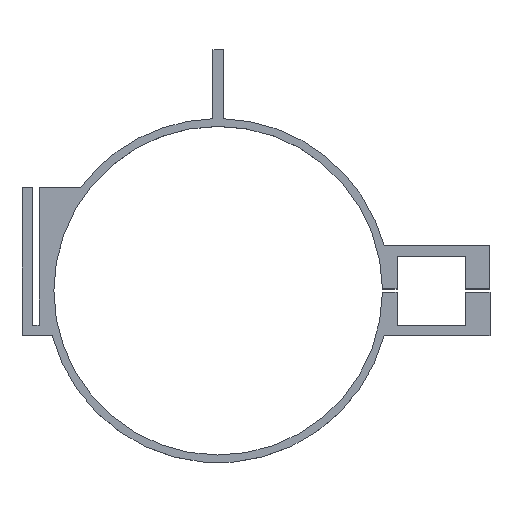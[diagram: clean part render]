
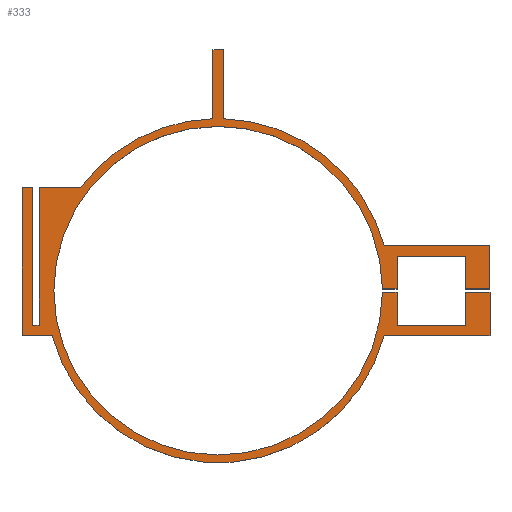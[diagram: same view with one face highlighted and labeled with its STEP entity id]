
A CAD part, top view. The second image highlights one B-rep face of the part: STEP entity #333.
In plain terms, the highlighted planar face has unit normal (0, 0, 1).
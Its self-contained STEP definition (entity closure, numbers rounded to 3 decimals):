
#24 = VERTEX_POINT('',#25);
#25 = CARTESIAN_POINT('',(52.,0.5,10.));
#31 = EDGE_CURVE('',#24,#32,#34,.T.);
#32 = VERTEX_POINT('',#33);
#33 = CARTESIAN_POINT('',(47.747,0.5,10.));
#34 = LINE('',#35,#36);
#35 = CARTESIAN_POINT('',(52.,0.5,10.));
#36 = VECTOR('',#37,1.);
#37 = DIRECTION('',(-1.,0.,0.));
#62 = EDGE_CURVE('',#24,#63,#65,.T.);
#63 = VERTEX_POINT('',#64);
#64 = CARTESIAN_POINT('',(52.,10.,10.));
#65 = LINE('',#66,#67);
#66 = CARTESIAN_POINT('',(52.,0.5,10.));
#67 = VECTOR('',#68,1.);
#68 = DIRECTION('',(0.,1.,0.));
#93 = EDGE_CURVE('',#32,#94,#96,.T.);
#94 = VERTEX_POINT('',#95);
#95 = CARTESIAN_POINT('',(47.747,-0.5,10.));
#96 = CIRCLE('',#97,47.75);
#97 = AXIS2_PLACEMENT_3D('',#98,#99,#100);
#98 = CARTESIAN_POINT('',(0.,0.,10.));
#99 = DIRECTION('',(0.,0.,1.));
#100 = DIRECTION('',(1.,0.,0.));
#333 = ADVANCED_FACE('',(#334),#540,.T.);
#334 = FACE_BOUND('',#335,.T.);
#335 = EDGE_LOOP('',(#336,#337,#338,#346,#354,#362,#370,#378,#387,#395,
    #403,#411,#420,#428,#436,#444,#452,#460,#468,#476,#485,#493,#501,
    #509,#517,#525,#533,#539));
#336 = ORIENTED_EDGE('',*,*,#31,.F.);
#337 = ORIENTED_EDGE('',*,*,#62,.T.);
#338 = ORIENTED_EDGE('',*,*,#339,.T.);
#339 = EDGE_CURVE('',#63,#340,#342,.T.);
#340 = VERTEX_POINT('',#341);
#341 = CARTESIAN_POINT('',(72.,10.,10.));
#342 = LINE('',#343,#344);
#343 = CARTESIAN_POINT('',(52.,10.,10.));
#344 = VECTOR('',#345,1.);
#345 = DIRECTION('',(1.,0.,0.));
#346 = ORIENTED_EDGE('',*,*,#347,.T.);
#347 = EDGE_CURVE('',#340,#348,#350,.T.);
#348 = VERTEX_POINT('',#349);
#349 = CARTESIAN_POINT('',(72.,0.5,10.));
#350 = LINE('',#351,#352);
#351 = CARTESIAN_POINT('',(72.,10.,10.));
#352 = VECTOR('',#353,1.);
#353 = DIRECTION('',(0.,-1.,0.));
#354 = ORIENTED_EDGE('',*,*,#355,.T.);
#355 = EDGE_CURVE('',#348,#356,#358,.T.);
#356 = VERTEX_POINT('',#357);
#357 = CARTESIAN_POINT('',(79.,0.5,10.));
#358 = LINE('',#359,#360);
#359 = CARTESIAN_POINT('',(72.,0.5,10.));
#360 = VECTOR('',#361,1.);
#361 = DIRECTION('',(1.,0.,0.));
#362 = ORIENTED_EDGE('',*,*,#363,.T.);
#363 = EDGE_CURVE('',#356,#364,#366,.T.);
#364 = VERTEX_POINT('',#365);
#365 = CARTESIAN_POINT('',(79.,13.,10.));
#366 = LINE('',#367,#368);
#367 = CARTESIAN_POINT('',(79.,0.5,10.));
#368 = VECTOR('',#369,1.);
#369 = DIRECTION('',(0.,1.,0.));
#370 = ORIENTED_EDGE('',*,*,#371,.T.);
#371 = EDGE_CURVE('',#364,#372,#374,.T.);
#372 = VERTEX_POINT('',#373);
#373 = CARTESIAN_POINT('',(48.28,13.,10.));
#374 = LINE('',#375,#376);
#375 = CARTESIAN_POINT('',(79.,13.,10.));
#376 = VECTOR('',#377,1.);
#377 = DIRECTION('',(-1.,0.,0.));
#378 = ORIENTED_EDGE('',*,*,#379,.T.);
#379 = EDGE_CURVE('',#372,#380,#382,.T.);
#380 = VERTEX_POINT('',#381);
#381 = CARTESIAN_POINT('',(1.5,49.977,10.));
#382 = CIRCLE('',#383,50.);
#383 = AXIS2_PLACEMENT_3D('',#384,#385,#386);
#384 = CARTESIAN_POINT('',(0.,0.,10.));
#385 = DIRECTION('',(0.,0.,1.));
#386 = DIRECTION('',(1.,0.,0.));
#387 = ORIENTED_EDGE('',*,*,#388,.F.);
#388 = EDGE_CURVE('',#389,#380,#391,.T.);
#389 = VERTEX_POINT('',#390);
#390 = CARTESIAN_POINT('',(1.5,70.,10.));
#391 = LINE('',#392,#393);
#392 = CARTESIAN_POINT('',(1.5,70.,10.));
#393 = VECTOR('',#394,1.);
#394 = DIRECTION('',(0.,-1.,0.));
#395 = ORIENTED_EDGE('',*,*,#396,.F.);
#396 = EDGE_CURVE('',#397,#389,#399,.T.);
#397 = VERTEX_POINT('',#398);
#398 = CARTESIAN_POINT('',(-1.5,70.,10.));
#399 = LINE('',#400,#401);
#400 = CARTESIAN_POINT('',(-1.5,70.,10.));
#401 = VECTOR('',#402,1.);
#402 = DIRECTION('',(1.,0.,0.));
#403 = ORIENTED_EDGE('',*,*,#404,.F.);
#404 = EDGE_CURVE('',#405,#397,#407,.T.);
#405 = VERTEX_POINT('',#406);
#406 = CARTESIAN_POINT('',(-1.5,49.977,10.));
#407 = LINE('',#408,#409);
#408 = CARTESIAN_POINT('',(-1.5,49.977,10.));
#409 = VECTOR('',#410,1.);
#410 = DIRECTION('',(0.,1.,0.));
#411 = ORIENTED_EDGE('',*,*,#412,.T.);
#412 = EDGE_CURVE('',#405,#413,#415,.T.);
#413 = VERTEX_POINT('',#414);
#414 = CARTESIAN_POINT('',(-40.,30.,10.));
#415 = CIRCLE('',#416,50.);
#416 = AXIS2_PLACEMENT_3D('',#417,#418,#419);
#417 = CARTESIAN_POINT('',(0.,0.,10.));
#418 = DIRECTION('',(0.,0.,1.));
#419 = DIRECTION('',(1.,0.,0.));
#420 = ORIENTED_EDGE('',*,*,#421,.F.);
#421 = EDGE_CURVE('',#422,#413,#424,.T.);
#422 = VERTEX_POINT('',#423);
#423 = CARTESIAN_POINT('',(-52.,30.,10.));
#424 = LINE('',#425,#426);
#425 = CARTESIAN_POINT('',(-52.,30.,10.));
#426 = VECTOR('',#427,1.);
#427 = DIRECTION('',(1.,0.,0.));
#428 = ORIENTED_EDGE('',*,*,#429,.T.);
#429 = EDGE_CURVE('',#422,#430,#432,.T.);
#430 = VERTEX_POINT('',#431);
#431 = CARTESIAN_POINT('',(-52.,-10.,10.));
#432 = LINE('',#433,#434);
#433 = CARTESIAN_POINT('',(-52.,30.,10.));
#434 = VECTOR('',#435,1.);
#435 = DIRECTION('',(0.,-1.,0.));
#436 = ORIENTED_EDGE('',*,*,#437,.F.);
#437 = EDGE_CURVE('',#438,#430,#440,.T.);
#438 = VERTEX_POINT('',#439);
#439 = CARTESIAN_POINT('',(-54.,-10.,10.));
#440 = LINE('',#441,#442);
#441 = CARTESIAN_POINT('',(-54.,-10.,10.));
#442 = VECTOR('',#443,1.);
#443 = DIRECTION('',(1.,0.,0.));
#444 = ORIENTED_EDGE('',*,*,#445,.T.);
#445 = EDGE_CURVE('',#438,#446,#448,.T.);
#446 = VERTEX_POINT('',#447);
#447 = CARTESIAN_POINT('',(-54.,30.,10.));
#448 = LINE('',#449,#450);
#449 = CARTESIAN_POINT('',(-54.,-10.,10.));
#450 = VECTOR('',#451,1.);
#451 = DIRECTION('',(0.,1.,0.));
#452 = ORIENTED_EDGE('',*,*,#453,.T.);
#453 = EDGE_CURVE('',#446,#454,#456,.T.);
#454 = VERTEX_POINT('',#455);
#455 = CARTESIAN_POINT('',(-57.,30.,10.));
#456 = LINE('',#457,#458);
#457 = CARTESIAN_POINT('',(-54.,30.,10.));
#458 = VECTOR('',#459,1.);
#459 = DIRECTION('',(-1.,0.,0.));
#460 = ORIENTED_EDGE('',*,*,#461,.T.);
#461 = EDGE_CURVE('',#454,#462,#464,.T.);
#462 = VERTEX_POINT('',#463);
#463 = CARTESIAN_POINT('',(-57.,-13.,10.));
#464 = LINE('',#465,#466);
#465 = CARTESIAN_POINT('',(-57.,30.,10.));
#466 = VECTOR('',#467,1.);
#467 = DIRECTION('',(0.,-1.,0.));
#468 = ORIENTED_EDGE('',*,*,#469,.T.);
#469 = EDGE_CURVE('',#462,#470,#472,.T.);
#470 = VERTEX_POINT('',#471);
#471 = CARTESIAN_POINT('',(-48.28,-13.,10.));
#472 = LINE('',#473,#474);
#473 = CARTESIAN_POINT('',(-57.,-13.,10.));
#474 = VECTOR('',#475,1.);
#475 = DIRECTION('',(1.,0.,0.));
#476 = ORIENTED_EDGE('',*,*,#477,.T.);
#477 = EDGE_CURVE('',#470,#478,#480,.T.);
#478 = VERTEX_POINT('',#479);
#479 = CARTESIAN_POINT('',(48.28,-13.,10.));
#480 = CIRCLE('',#481,50.);
#481 = AXIS2_PLACEMENT_3D('',#482,#483,#484);
#482 = CARTESIAN_POINT('',(0.,0.,10.));
#483 = DIRECTION('',(0.,0.,1.));
#484 = DIRECTION('',(1.,0.,0.));
#485 = ORIENTED_EDGE('',*,*,#486,.F.);
#486 = EDGE_CURVE('',#487,#478,#489,.T.);
#487 = VERTEX_POINT('',#488);
#488 = CARTESIAN_POINT('',(79.,-13.,10.));
#489 = LINE('',#490,#491);
#490 = CARTESIAN_POINT('',(79.,-13.,10.));
#491 = VECTOR('',#492,1.);
#492 = DIRECTION('',(-1.,0.,0.));
#493 = ORIENTED_EDGE('',*,*,#494,.F.);
#494 = EDGE_CURVE('',#495,#487,#497,.T.);
#495 = VERTEX_POINT('',#496);
#496 = CARTESIAN_POINT('',(79.,-0.5,10.));
#497 = LINE('',#498,#499);
#498 = CARTESIAN_POINT('',(79.,-0.5,10.));
#499 = VECTOR('',#500,1.);
#500 = DIRECTION('',(0.,-1.,0.));
#501 = ORIENTED_EDGE('',*,*,#502,.F.);
#502 = EDGE_CURVE('',#503,#495,#505,.T.);
#503 = VERTEX_POINT('',#504);
#504 = CARTESIAN_POINT('',(72.,-0.5,10.));
#505 = LINE('',#506,#507);
#506 = CARTESIAN_POINT('',(72.,-0.5,10.));
#507 = VECTOR('',#508,1.);
#508 = DIRECTION('',(1.,0.,0.));
#509 = ORIENTED_EDGE('',*,*,#510,.F.);
#510 = EDGE_CURVE('',#511,#503,#513,.T.);
#511 = VERTEX_POINT('',#512);
#512 = CARTESIAN_POINT('',(72.,-10.,10.));
#513 = LINE('',#514,#515);
#514 = CARTESIAN_POINT('',(72.,-10.,10.));
#515 = VECTOR('',#516,1.);
#516 = DIRECTION('',(0.,1.,0.));
#517 = ORIENTED_EDGE('',*,*,#518,.F.);
#518 = EDGE_CURVE('',#519,#511,#521,.T.);
#519 = VERTEX_POINT('',#520);
#520 = CARTESIAN_POINT('',(52.,-10.,10.));
#521 = LINE('',#522,#523);
#522 = CARTESIAN_POINT('',(52.,-10.,10.));
#523 = VECTOR('',#524,1.);
#524 = DIRECTION('',(1.,0.,0.));
#525 = ORIENTED_EDGE('',*,*,#526,.F.);
#526 = EDGE_CURVE('',#527,#519,#529,.T.);
#527 = VERTEX_POINT('',#528);
#528 = CARTESIAN_POINT('',(52.,-0.5,10.));
#529 = LINE('',#530,#531);
#530 = CARTESIAN_POINT('',(52.,-0.5,10.));
#531 = VECTOR('',#532,1.);
#532 = DIRECTION('',(0.,-1.,0.));
#533 = ORIENTED_EDGE('',*,*,#534,.T.);
#534 = EDGE_CURVE('',#527,#94,#535,.T.);
#535 = LINE('',#536,#537);
#536 = CARTESIAN_POINT('',(52.,-0.5,10.));
#537 = VECTOR('',#538,1.);
#538 = DIRECTION('',(-1.,0.,0.));
#539 = ORIENTED_EDGE('',*,*,#93,.F.);
#540 = PLANE('',#541);
#541 = AXIS2_PLACEMENT_3D('',#542,#543,#544);
#542 = CARTESIAN_POINT('',(5.833,4.538,10.));
#543 = DIRECTION('',(0.,0.,1.));
#544 = DIRECTION('',(1.,0.,0.));
